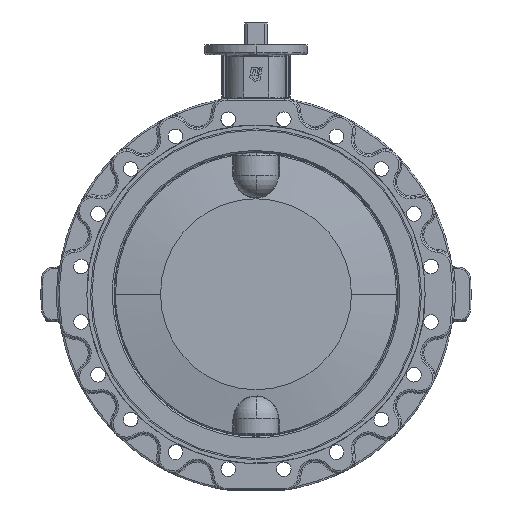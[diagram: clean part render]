
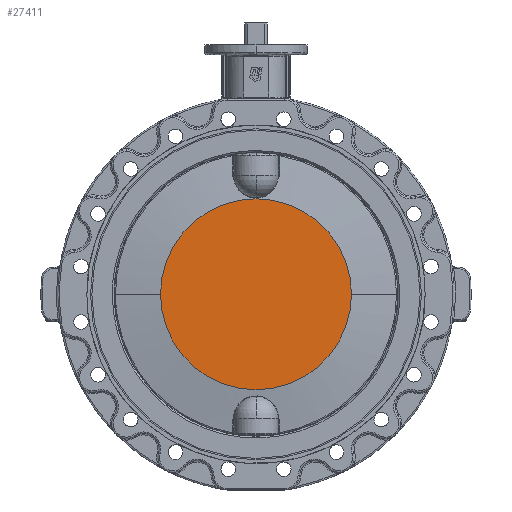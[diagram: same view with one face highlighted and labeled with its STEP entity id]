
A CAD part, left-side view. The second image highlights one B-rep face of the part: STEP entity #27411.
In plain terms, the highlighted planar face has unit normal (-1, 0, 0).
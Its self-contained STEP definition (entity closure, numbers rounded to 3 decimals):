
#26359=CARTESIAN_POINT('',(-20.5,195.294,0.));
#26360=VERTEX_POINT('',#26359);
#26367=CARTESIAN_POINT('',(-20.5,-195.294,0.));
#26368=VERTEX_POINT('',#26367);
#26369=CARTESIAN_POINT('',(-20.5,0.,0.));
#26370=DIRECTION('',(-1.,0.,-0.));
#26371=DIRECTION('',(0.,1.,0.));
#26372=AXIS2_PLACEMENT_3D('',#26369,#26370,#26371);
#26373=CIRCLE('',#26372,195.294);
#26374=EDGE_CURVE('',#26368,#26360,#26373,.T.);
#27396=CARTESIAN_POINT('',(-20.5,97.647,0.));
#27397=DIRECTION('',(-1.,0.,0.));
#27398=DIRECTION('',(0.,0.,1.));
#27399=AXIS2_PLACEMENT_3D('',#27396,#27397,#27398);
#27400=PLANE('',#27399);
#27401=CARTESIAN_POINT('',(-20.5,0.,0.));
#27402=DIRECTION('',(-1.,0.,-0.));
#27403=DIRECTION('',(0.,1.,0.));
#27404=AXIS2_PLACEMENT_3D('',#27401,#27402,#27403);
#27405=CIRCLE('',#27404,195.294);
#27406=EDGE_CURVE('',#26360,#26368,#27405,.T.);
#27407=ORIENTED_EDGE('',*,*,#27406,.T.);
#27408=ORIENTED_EDGE('',*,*,#26374,.T.);
#27409=EDGE_LOOP('',(#27407,#27408));
#27410=FACE_BOUND('',#27409,.T.);
#27411=ADVANCED_FACE('',(#27410),#27400,.T.);
